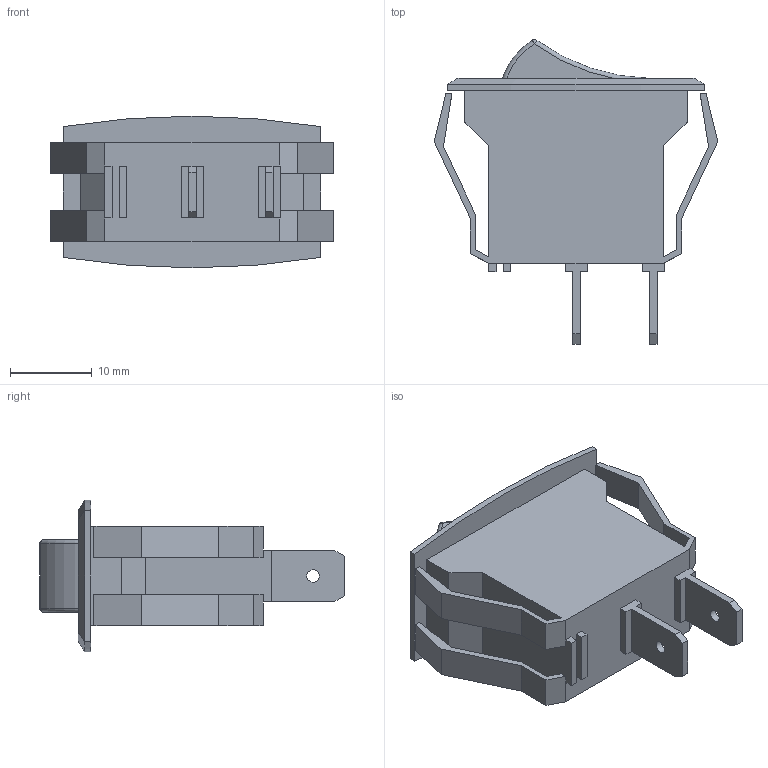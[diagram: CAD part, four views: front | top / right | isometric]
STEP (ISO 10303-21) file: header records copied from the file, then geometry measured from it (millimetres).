
FILE_DESCRIPTION(/* description */ (''),/* implementation_level */ '2;1');
FILE_NAME(/* name */ 'Tetrix_739129.ipt.stp',/* time_stamp */ '2014-12-18T17:47:15-08:00',/* author */ ('Autodesk Inc.'),/* organization */ ('Autodesk Inc.'),/* preprocessor_version */ 'ST-DEVELOPER v15.6',/* originating_system */ 'Autodesk Inventor 2015',/* authorisation */ '');
FILE_SCHEMA (('AUTOMOTIVE_DESIGN { 1 0 10303 214 3 1 1 }'));
Length unit declared in the file: millimetre
Products named in the file (1): Tetrix_739129
Bounding box: 34.71 x 37.24 x 18.54 mm (x, y, z)
Volume: 7339.2 mm3; surface area: 4117 mm2
Topology: 1 solids, 1 shells, 119 faces, 321 edges, 202 vertices
Faces by surface type: plane 94, cylinder 9, torus 8, sphere 6, cone 2
Full cylindrical faces by diameter (mm): 1.524 x2
Entity records: 3703 total; most frequent: CARTESIAN_POINT 659, ORIENTED_EDGE 626, DIRECTION 599, EDGE_CURVE 313, LINE 259, VECTOR 259, VERTEX_POINT 202, AXIS2_PLACEMENT_3D 170
